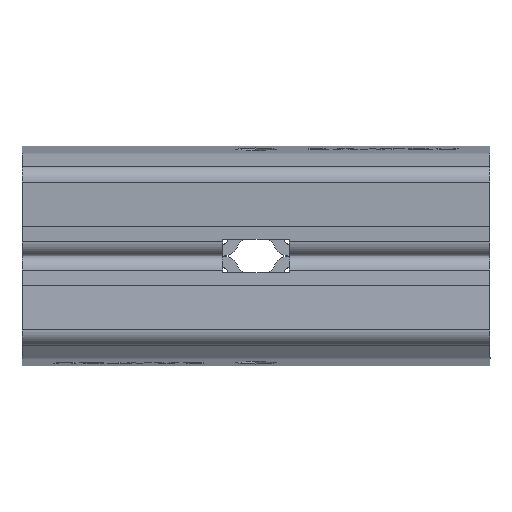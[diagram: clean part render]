
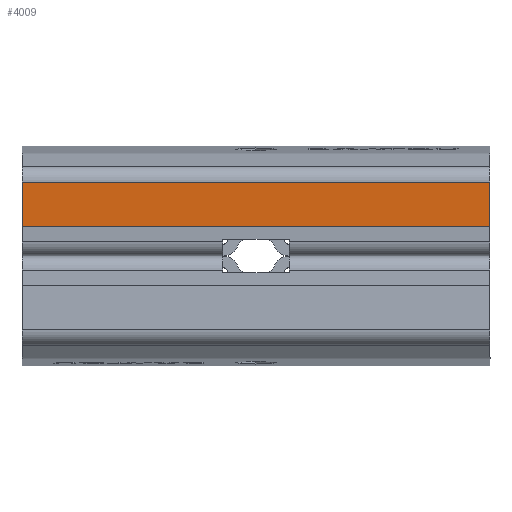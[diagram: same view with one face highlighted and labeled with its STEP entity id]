
A CAD part, front view. The second image highlights one B-rep face of the part: STEP entity #4009.
In plain terms, the highlighted planar face has unit normal (0, -0.999, -0.052).
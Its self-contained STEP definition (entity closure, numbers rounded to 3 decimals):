
#4009=ADVANCED_FACE('',(#7487),#7489,.T.);
#7487=FACE_BOUND('',#7488,.T.);
#7488=EDGE_LOOP('',(#10001,#10002,#10003,#10004));
#7489=PLANE('',#7490);
#7490=AXIS2_PLACEMENT_3D('',#7491,#7492,#7493);
#7491=CARTESIAN_POINT('',(0.,-65.217,107.576));
#7492=DIRECTION('',(0.,-0.999,-0.052));
#7493=DIRECTION('',(1.,0.,0.));
#10001=ORIENTED_EDGE('',*,*,#11230,.T.);
#10002=ORIENTED_EDGE('',*,*,#11267,.T.);
#10003=ORIENTED_EDGE('',*,*,#11268,.T.);
#10004=ORIENTED_EDGE('',*,*,#11269,.T.);
#11230=EDGE_CURVE('',#13163,#13164,#13165,.T.);
#11267=EDGE_CURVE('',#13164,#13223,#13224,.T.);
#11268=EDGE_CURVE('',#13223,#13225,#13226,.T.);
#11269=EDGE_CURVE('',#13225,#13163,#13227,.T.);
#13163=VERTEX_POINT('',#20619);
#13164=VERTEX_POINT('',#20620);
#13165=LINE('',#20621,#20622);
#13223=VERTEX_POINT('',#20767);
#13224=LINE('',#20768,#20769);
#13225=VERTEX_POINT('',#20771);
#13226=LINE('',#20772,#20773);
#13227=LINE('',#20775,#20776);
#20619=CARTESIAN_POINT('',(140.,-60.739,22.128));
#20620=CARTESIAN_POINT('',(0.,-60.739,22.128));
#20621=CARTESIAN_POINT('',(140.,-60.739,22.128));
#20622=VECTOR('',#20623,1.);
#20623=DIRECTION('',(-1.,0.,0.));
#20767=CARTESIAN_POINT('',(0.,-60.045,8.889));
#20768=CARTESIAN_POINT('',(0.,-60.739,22.128));
#20769=VECTOR('',#20770,1.);
#20770=DIRECTION('',(0.,0.052,-0.999));
#20771=CARTESIAN_POINT('',(140.,-60.045,8.889));
#20772=CARTESIAN_POINT('',(0.,-60.045,8.889));
#20773=VECTOR('',#20774,1.);
#20774=DIRECTION('',(1.,0.,0.));
#20775=CARTESIAN_POINT('',(140.,-60.045,8.889));
#20776=VECTOR('',#20777,1.);
#20777=DIRECTION('',(0.,-0.052,0.999));
